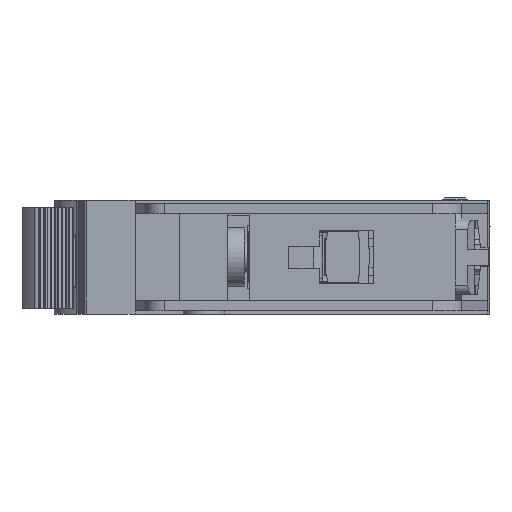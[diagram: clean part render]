
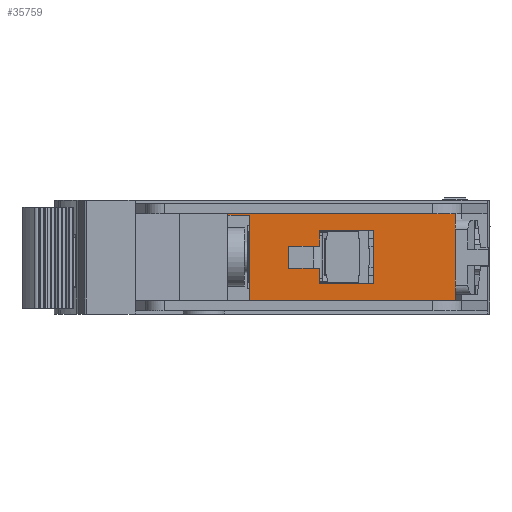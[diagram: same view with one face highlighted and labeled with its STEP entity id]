
A CAD part, front view. The second image highlights one B-rep face of the part: STEP entity #35759.
In plain terms, the highlighted planar face has unit normal (0, -1, 0).
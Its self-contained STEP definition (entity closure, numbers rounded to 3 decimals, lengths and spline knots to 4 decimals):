
#267 = LINE ( 'NONE', #3848, #34538 ) ;
#493 = ORIENTED_EDGE ( 'NONE', *, *, #21493, .T. ) ;
#828 = CARTESIAN_POINT ( 'NONE',  ( 0.2931, -1.5945, 0.0728 ) ) ;
#853 = ORIENTED_EDGE ( 'NONE', *, *, #1453, .T. ) ;
#879 = DIRECTION ( 'NONE',  ( 0., 0., 1. ) ) ;
#1094 = CARTESIAN_POINT ( 'NONE',  ( 1.2244, -1.5945, 0.1791 ) ) ;
#1159 = CARTESIAN_POINT ( 'NONE',  ( 0.3004, -1.5945, 0.0728 ) ) ;
#1253 = VECTOR ( 'NONE', #27987, 39.3701 ) ;
#1301 = DIRECTION ( 'NONE',  ( 0., 0., 1. ) ) ;
#1405 = VECTOR ( 'NONE', #32142, 39.3701 ) ;
#1453 = EDGE_CURVE ( 'NONE', #21125, #11719, #14366, .T. ) ;
#1794 = CARTESIAN_POINT ( 'NONE',  ( 0.8858, -1.5945, -4.2441 ) ) ;
#2520 = VECTOR ( 'NONE', #17336, 39.3701 ) ;
#3117 = CARTESIAN_POINT ( 'NONE',  ( -0.2638, -1.5945, 0.5098 ) ) ;
#3175 = EDGE_CURVE ( 'NONE', #5861, #21946, #34048, .T. ) ;
#3215 = ORIENTED_EDGE ( 'NONE', *, *, #16501, .T. ) ;
#3412 = PLANE ( 'NONE',  #7281 ) ;
#3598 = CARTESIAN_POINT ( 'NONE',  ( 0.315, -1.5945, 0.0728 ) ) ;
#3677 = EDGE_CURVE ( 'NONE', #18695, #31294, #27230, .T. ) ;
#3848 = CARTESIAN_POINT ( 'NONE',  ( -0.2638, -1.5945, 0.2756 ) ) ;
#3905 = LINE ( 'NONE', #9555, #6206 ) ;
#4002 = CARTESIAN_POINT ( 'NONE',  ( 0.3077, -1.5945, 0.0728 ) ) ;
#4301 = CARTESIAN_POINT ( 'NONE',  ( 0.8858, -1.5945, 0.2756 ) ) ;
#4383 = CARTESIAN_POINT ( 'NONE',  ( 0.2931, -1.5945, 0.0728 ) ) ;
#4784 = VECTOR ( 'NONE', #18869, 39.3701 ) ;
#4946 = ORIENTED_EDGE ( 'NONE', *, *, #3677, .T. ) ;
#5020 = DIRECTION ( 'NONE',  ( 0., 0., 1. ) ) ;
#5405 = DIRECTION ( 'NONE',  ( 0., 0., -1. ) ) ;
#5818 = CARTESIAN_POINT ( 'NONE',  ( -0.2638, -1.5945, 0.1791 ) ) ;
#5845 = ORIENTED_EDGE ( 'NONE', *, *, #16387, .T. ) ;
#5861 = VERTEX_POINT ( 'NONE', #21236 ) ;
#5959 = DIRECTION ( 'NONE',  ( 1., 0., 0. ) ) ;
#6107 = EDGE_CURVE ( 'NONE', #16385, #10946, #30938, .T. ) ;
#6206 = VECTOR ( 'NONE', #879, 39.3701 ) ;
#6406 = CARTESIAN_POINT ( 'NONE',  ( 1.2244, -1.5945, 0.5098 ) ) ;
#6701 = EDGE_CURVE ( 'NONE', #31294, #29155, #25582, .T. ) ;
#7206 = CARTESIAN_POINT ( 'NONE',  ( 0.315, -1.5945, 0.0728 ) ) ;
#7281 = AXIS2_PLACEMENT_3D ( 'NONE', #35211, #12472, #33100 ) ;
#7469 = CARTESIAN_POINT ( 'NONE',  ( 1.7323, -1.5945, 0. ) ) ;
#8740 = DIRECTION ( 'NONE',  ( -1., 0., 0. ) ) ;
#9555 = CARTESIAN_POINT ( 'NONE',  ( 0.8858, -1.5945, -4.2441 ) ) ;
#10372 = CARTESIAN_POINT ( 'NONE',  ( 0.315, -1.5945, -4.2441 ) ) ;
#10946 = VERTEX_POINT ( 'NONE', #4301 ) ;
#11288 = CARTESIAN_POINT ( 'NONE',  ( 0.315, -1.5945, 0.6063 ) ) ;
#11319 = CARTESIAN_POINT ( 'NONE',  ( 0.4488, -1.5945, 0.6063 ) ) ;
#11570 = CARTESIAN_POINT ( 'NONE',  ( 1.7323, -1.5945, 0.6161 ) ) ;
#11719 = VERTEX_POINT ( 'NONE', #18106 ) ;
#12472 = DIRECTION ( 'NONE',  ( 0., -1., 0. ) ) ;
#12994 = CARTESIAN_POINT ( 'NONE',  ( -0.2638, -1.5945, 0.6063 ) ) ;
#13070 = CARTESIAN_POINT ( 'NONE',  ( 0.6929, -1.5945, 0.2756 ) ) ;
#13985 = ORIENTED_EDGE ( 'NONE', *, *, #28923, .T. ) ;
#13999 = DIRECTION ( 'NONE',  ( 1., 0., 0. ) ) ;
#14366 = LINE ( 'NONE', #25923, #36332 ) ;
#14488 = ORIENTED_EDGE ( 'NONE', *, *, #16769, .T. ) ;
#14735 = EDGE_CURVE ( 'NONE', #33529, #14916, #16052, .T. ) ;
#14850 = CARTESIAN_POINT ( 'NONE',  ( 0.8858, -1.5945, 0.4134 ) ) ;
#14916 = VERTEX_POINT ( 'NONE', #11288 ) ;
#16052 = LINE ( 'NONE', #10372, #1253 ) ;
#16145 = LINE ( 'NONE', #7469, #32771 ) ;
#16385 = VERTEX_POINT ( 'NONE', #34191 ) ;
#16387 = EDGE_CURVE ( 'NONE', #22597, #16385, #17522, .T. ) ;
#16433 = CARTESIAN_POINT ( 'NONE',  ( 1.2244, -1.5945, 0.5098 ) ) ;
#16501 = EDGE_CURVE ( 'NONE', #29155, #20283, #3905, .T. ) ;
#16612 = CARTESIAN_POINT ( 'NONE',  ( 0.6929, -1.5945, 0.4134 ) ) ;
#16735 = LINE ( 'NONE', #22240, #35137 ) ;
#16769 = EDGE_CURVE ( 'NONE', #20283, #28719, #22989, .T. ) ;
#16832 = ORIENTED_EDGE ( 'NONE', *, *, #3175, .T. ) ;
#17330 = ORIENTED_EDGE ( 'NONE', *, *, #25550, .T. ) ;
#17336 = DIRECTION ( 'NONE',  ( -1., 0., 0. ) ) ;
#17522 = LINE ( 'NONE', #5818, #2520 ) ;
#18106 = CARTESIAN_POINT ( 'NONE',  ( 1.7323, -1.5945, 0.0728 ) ) ;
#18148 = VERTEX_POINT ( 'NONE', #28899 ) ;
#18324 = CARTESIAN_POINT ( 'NONE',  ( 0.6929, -1.5945, 0.2756 ) ) ;
#18695 = VERTEX_POINT ( 'NONE', #13070 ) ;
#18869 = DIRECTION ( 'NONE',  ( 1., 0., 0. ) ) ;
#19566 = EDGE_CURVE ( 'NONE', #25891, #21125, #16735, .T. ) ;
#20283 = VERTEX_POINT ( 'NONE', #30183 ) ;
#20457 = LINE ( 'NONE', #11570, #23332 ) ;
#20491 = DIRECTION ( 'NONE',  ( -1., 0., 0. ) ) ;
#20510 = EDGE_CURVE ( 'NONE', #11719, #18148, #16145, .T. ) ;
#20749 = ORIENTED_EDGE ( 'NONE', *, *, #14735, .T. ) ;
#20844 = CARTESIAN_POINT ( 'NONE',  ( 0.2931, -1.5945, 0.6161 ) ) ;
#21125 = VERTEX_POINT ( 'NONE', #31636 ) ;
#21236 = CARTESIAN_POINT ( 'NONE',  ( 0.2931, -1.5945, 0.6161 ) ) ;
#21493 = EDGE_CURVE ( 'NONE', #28719, #22597, #29312, .T. ) ;
#21560 = FACE_BOUND ( 'NONE', #27553, .T. ) ;
#21946 = VERTEX_POINT ( 'NONE', #828 ) ;
#22240 = CARTESIAN_POINT ( 'NONE',  ( 0.4488, -1.5945, -4.2441 ) ) ;
#22483 = VECTOR ( 'NONE', #28981, 39.3701 ) ;
#22597 = VERTEX_POINT ( 'NONE', #1094 ) ;
#22989 = LINE ( 'NONE', #3117, #26742 ) ;
#23312 = CARTESIAN_POINT ( 'NONE',  ( -0.2638, -1.5945, 0.4134 ) ) ;
#23332 = VECTOR ( 'NONE', #8740, 39.3701 ) ;
#23859 = ORIENTED_EDGE ( 'NONE', *, *, #36669, .T. ) ;
#23878 = CARTESIAN_POINT ( 'NONE',  ( 0.2931, -1.5945, 0.435 ) ) ;
#24056 = CARTESIAN_POINT ( 'NONE',  ( 0.2931, -1.5945, 0.2539 ) ) ;
#25385 = VECTOR ( 'NONE', #1301, 39.3701 ) ;
#25550 = EDGE_CURVE ( 'NONE', #18148, #5861, #20457, .T. ) ;
#25582 = LINE ( 'NONE', #23312, #22483 ) ;
#25891 = VERTEX_POINT ( 'NONE', #11319 ) ;
#25923 = CARTESIAN_POINT ( 'NONE',  ( -0.2638, -1.5945, 0.0728 ) ) ;
#26697 = FACE_OUTER_BOUND ( 'NONE', #30805, .T. ) ;
#26742 = VECTOR ( 'NONE', #5959, 39.3701 ) ;
#26756 = EDGE_CURVE ( 'NONE', #33529, #21946, #30012, .T. ) ;
#27230 = LINE ( 'NONE', #18324, #25385 ) ;
#27553 = EDGE_LOOP ( 'NONE', ( #23859, #4946, #36515, #3215, #14488, #493, #5845, #36664 ) ) ;
#27708 = DIRECTION ( 'NONE',  ( 0., 0., 1. ) ) ;
#27987 = DIRECTION ( 'NONE',  ( 0., 0., 1. ) ) ;
#28719 = VERTEX_POINT ( 'NONE', #16433 ) ;
#28899 = CARTESIAN_POINT ( 'NONE',  ( 1.7323, -1.5945, 0.6161 ) ) ;
#28923 = EDGE_CURVE ( 'NONE', #14916, #25891, #29858, .T. ) ;
#28981 = DIRECTION ( 'NONE',  ( 1., 0., 0. ) ) ;
#29155 = VERTEX_POINT ( 'NONE', #14850 ) ;
#29312 = LINE ( 'NONE', #6406, #1405 ) ;
#29858 = LINE ( 'NONE', #12994, #4784 ) ;
#30012 = B_SPLINE_CURVE_WITH_KNOTS ( 'NONE', 3,
 ( #7206, #4002, #1159, #4383 ),
 .UNSPECIFIED., .F., .F.,
 ( 4, 4 ),
 ( 0., 1. ),
 .UNSPECIFIED. ) ;
#30183 = CARTESIAN_POINT ( 'NONE',  ( 0.8858, -1.5945, 0.5098 ) ) ;
#30805 = EDGE_LOOP ( 'NONE', ( #31520, #853, #32684, #17330, #16832, #35735, #20749, #13985 ) ) ;
#30938 = LINE ( 'NONE', #1794, #32180 ) ;
#31294 = VERTEX_POINT ( 'NONE', #16612 ) ;
#31520 = ORIENTED_EDGE ( 'NONE', *, *, #19566, .T. ) ;
#31636 = CARTESIAN_POINT ( 'NONE',  ( 0.4488, -1.5945, 0.0728 ) ) ;
#32142 = DIRECTION ( 'NONE',  ( 0., 0., -1. ) ) ;
#32180 = VECTOR ( 'NONE', #5020, 39.3701 ) ;
#32684 = ORIENTED_EDGE ( 'NONE', *, *, #20510, .T. ) ;
#32771 = VECTOR ( 'NONE', #27708, 39.3701 ) ;
#33100 = DIRECTION ( 'NONE',  ( 1., 0., 0. ) ) ;
#33529 = VERTEX_POINT ( 'NONE', #3598 ) ;
#34048 = B_SPLINE_CURVE_WITH_KNOTS ( 'NONE', 3,
 ( #20844, #23878, #24056, #35590 ),
 .UNSPECIFIED., .F., .F.,
 ( 4, 4 ),
 ( 0., 1. ),
 .UNSPECIFIED. ) ;
#34191 = CARTESIAN_POINT ( 'NONE',  ( 0.8858, -1.5945, 0.1791 ) ) ;
#34538 = VECTOR ( 'NONE', #20491, 39.3701 ) ;
#35137 = VECTOR ( 'NONE', #5405, 39.3701 ) ;
#35211 = CARTESIAN_POINT ( 'NONE',  ( -0.2638, -1.5945, -4.2441 ) ) ;
#35590 = CARTESIAN_POINT ( 'NONE',  ( 0.2931, -1.5945, 0.0728 ) ) ;
#35735 = ORIENTED_EDGE ( 'NONE', *, *, #26756, .F. ) ;
#35759 = ADVANCED_FACE ( 'NONE', ( #21560, #26697 ), #3412, .T. ) ;
#36332 = VECTOR ( 'NONE', #13999, 39.3701 ) ;
#36515 = ORIENTED_EDGE ( 'NONE', *, *, #6701, .T. ) ;
#36664 = ORIENTED_EDGE ( 'NONE', *, *, #6107, .T. ) ;
#36669 = EDGE_CURVE ( 'NONE', #10946, #18695, #267, .T. ) ;
